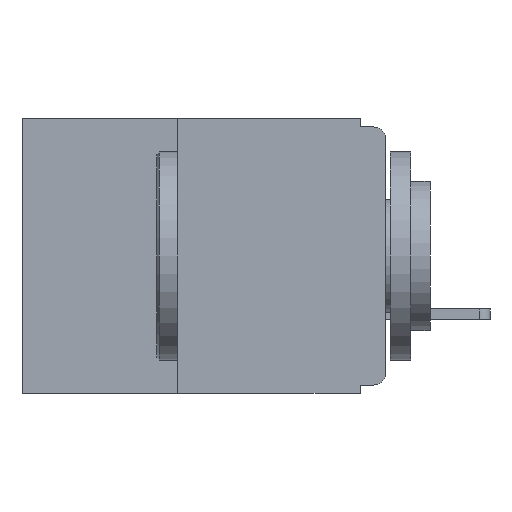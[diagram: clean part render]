
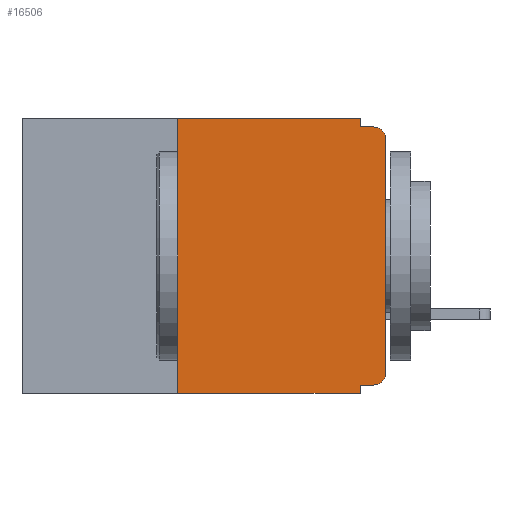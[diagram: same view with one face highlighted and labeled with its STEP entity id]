
A CAD part, left-side view. The second image highlights one B-rep face of the part: STEP entity #16506.
In plain terms, the highlighted planar face has unit normal (-1, 0, 0).
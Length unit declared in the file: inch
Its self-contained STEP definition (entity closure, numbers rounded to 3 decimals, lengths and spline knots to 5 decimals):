
#122 = LINE ( 'NONE', #16874, #459 ) ;
#207 = CARTESIAN_POINT ( 'NONE',  ( 0., 0.031, -0.33 ) ) ;
#459 = VECTOR ( 'NONE', #17107, 39.37008 ) ;
#465 = CARTESIAN_POINT ( 'NONE',  ( 0., 0.031, 0. ) ) ;
#516 = VERTEX_POINT ( 'NONE', #9763 ) ;
#731 = VECTOR ( 'NONE', #16429, 39.37008 ) ;
#829 = LINE ( 'NONE', #12268, #731 ) ;
#1120 = EDGE_CURVE ( 'NONE', #3813, #10867, #10036, .T. ) ;
#1498 = VECTOR ( 'NONE', #11062, 39.37008 ) ;
#1605 = EDGE_CURVE ( 'NONE', #8269, #3813, #4403, .T. ) ;
#1663 = LINE ( 'NONE', #17429, #1498 ) ;
#1810 = EDGE_CURVE ( 'NONE', #516, #8269, #1663, .T. ) ;
#1970 = VERTEX_POINT ( 'NONE', #11581 ) ;
#2882 = DIRECTION ( 'NONE',  ( 0., 0., -1. ) ) ;
#3813 = VERTEX_POINT ( 'NONE', #7284 ) ;
#3945 = EDGE_CURVE ( 'NONE', #10811, #8977, #829, .T. ) ;
#4105 = EDGE_CURVE ( 'NONE', #516, #8913, #122, .T. ) ;
#4175 = VECTOR ( 'NONE', #6938, 39.37008 ) ;
#4403 = LINE ( 'NONE', #6495, #4175 ) ;
#4527 = DIRECTION ( 'NONE',  ( 0., 0., -1. ) ) ;
#4551 = DIRECTION ( 'NONE',  ( 1., 0., 0. ) ) ;
#4583 = PLANE ( 'NONE',  #8963 ) ;
#4691 = CARTESIAN_POINT ( 'NONE',  ( 0., 0.437, 0. ) ) ;
#5291 = EDGE_CURVE ( 'NONE', #14287, #17912, #15884, .T. ) ;
#5404 = EDGE_CURVE ( 'NONE', #8977, #8913, #15177, .T. ) ;
#5463 = EDGE_CURVE ( 'NONE', #10811, #1970, #14868, .T. ) ;
#5551 = CARTESIAN_POINT ( 'NONE',  ( 0., 0.031, -0.33 ) ) ;
#6120 = EDGE_CURVE ( 'NONE', #1970, #14287, #12507, .T. ) ;
#6495 = CARTESIAN_POINT ( 'NONE',  ( 0., 0.437, 0. ) ) ;
#6938 = DIRECTION ( 'NONE',  ( 0., -1., 0. ) ) ;
#7284 = CARTESIAN_POINT ( 'NONE',  ( 0., 0.031, 0. ) ) ;
#7420 = DIRECTION ( 'NONE',  ( 0., 0., -1. ) ) ;
#7466 = DIRECTION ( 'NONE',  ( -1., 0., 0. ) ) ;
#7482 = CARTESIAN_POINT ( 'NONE',  ( 0., 0.015, -0.025 ) ) ;
#7775 = DIRECTION ( 'NONE',  ( 0., 0., -1. ) ) ;
#8110 = FACE_OUTER_BOUND ( 'NONE', #8207, .T. ) ;
#8127 = DIRECTION ( 'NONE',  ( -1., 0., 0. ) ) ;
#8207 = EDGE_LOOP ( 'NONE', ( #10562, #10678, #10777, #10967, #11321, #11414, #11536, #11856, #11989, #12675 ) ) ;
#8269 = VERTEX_POINT ( 'NONE', #11106 ) ;
#8524 = CARTESIAN_POINT ( 'NONE',  ( 0., 0.015, -0.305 ) ) ;
#8670 = CARTESIAN_POINT ( 'NONE',  ( 0., 0., -0.025 ) ) ;
#8913 = VERTEX_POINT ( 'NONE', #5551 ) ;
#8963 = AXIS2_PLACEMENT_3D ( 'NONE', #4691, #4551, #4527 ) ;
#8977 = VERTEX_POINT ( 'NONE', #16062 ) ;
#9545 = VECTOR ( 'NONE', #2882, 39.37008 ) ;
#9763 = CARTESIAN_POINT ( 'NONE',  ( 0., 0.25, -0.33 ) ) ;
#10036 = LINE ( 'NONE', #465, #9545 ) ;
#10273 = AXIS2_PLACEMENT_3D ( 'NONE', #8524, #8127, #7775 ) ;
#10562 = ORIENTED_EDGE ( 'NONE', *, *, #6120, .T. ) ;
#10678 = ORIENTED_EDGE ( 'NONE', *, *, #5291, .T. ) ;
#10777 = ORIENTED_EDGE ( 'NONE', *, *, #15995, .F. ) ;
#10811 = VERTEX_POINT ( 'NONE', #17004 ) ;
#10867 = VERTEX_POINT ( 'NONE', #16609 ) ;
#10967 = ORIENTED_EDGE ( 'NONE', *, *, #1120, .F. ) ;
#11062 = DIRECTION ( 'NONE',  ( 0., 0., 1. ) ) ;
#11106 = CARTESIAN_POINT ( 'NONE',  ( 0., 0.25, 0. ) ) ;
#11229 = CARTESIAN_POINT ( 'NONE',  ( 0., 0.015, -0.01 ) ) ;
#11321 = ORIENTED_EDGE ( 'NONE', *, *, #1605, .F. ) ;
#11414 = ORIENTED_EDGE ( 'NONE', *, *, #1810, .F. ) ;
#11536 = ORIENTED_EDGE ( 'NONE', *, *, #4105, .T. ) ;
#11581 = CARTESIAN_POINT ( 'NONE',  ( 0., 0., -0.305 ) ) ;
#11656 = LINE ( 'NONE', #16342, #11861 ) ;
#11856 = ORIENTED_EDGE ( 'NONE', *, *, #5404, .F. ) ;
#11861 = VECTOR ( 'NONE', #16676, 39.37008 ) ;
#11989 = ORIENTED_EDGE ( 'NONE', *, *, #3945, .F. ) ;
#12268 = CARTESIAN_POINT ( 'NONE',  ( 0., 0., -0.32 ) ) ;
#12492 = VECTOR ( 'NONE', #15537, 39.37008 ) ;
#12507 = LINE ( 'NONE', #14795, #12492 ) ;
#12675 = ORIENTED_EDGE ( 'NONE', *, *, #5463, .T. ) ;
#14287 = VERTEX_POINT ( 'NONE', #8670 ) ;
#14795 = CARTESIAN_POINT ( 'NONE',  ( 0., 0., 0. ) ) ;
#14868 = CIRCLE ( 'NONE', #10273, 0.015 ) ;
#15162 = VECTOR ( 'NONE', #17976, 39.37008 ) ;
#15177 = LINE ( 'NONE', #207, #15162 ) ;
#15537 = DIRECTION ( 'NONE',  ( 0., 0., 1. ) ) ;
#15884 = CIRCLE ( 'NONE', #17807, 0.015 ) ;
#15995 = EDGE_CURVE ( 'NONE', #10867, #17912, #11656, .T. ) ;
#16062 = CARTESIAN_POINT ( 'NONE',  ( 0., 0.031, -0.32 ) ) ;
#16342 = CARTESIAN_POINT ( 'NONE',  ( 0., 0., -0.01 ) ) ;
#16429 = DIRECTION ( 'NONE',  ( 0., 1., 0. ) ) ;
#16506 = ADVANCED_FACE ( 'NONE', ( #8110 ), #4583, .F. ) ;
#16609 = CARTESIAN_POINT ( 'NONE',  ( 0., 0.031, -0.01 ) ) ;
#16676 = DIRECTION ( 'NONE',  ( 0., -1., 0. ) ) ;
#16874 = CARTESIAN_POINT ( 'NONE',  ( 0., 0.437, -0.33 ) ) ;
#17004 = CARTESIAN_POINT ( 'NONE',  ( 0., 0.015, -0.32 ) ) ;
#17107 = DIRECTION ( 'NONE',  ( 0., -1., 0. ) ) ;
#17429 = CARTESIAN_POINT ( 'NONE',  ( 0., 0.25, -0.33 ) ) ;
#17807 = AXIS2_PLACEMENT_3D ( 'NONE', #7482, #7466, #7420 ) ;
#17912 = VERTEX_POINT ( 'NONE', #11229 ) ;
#17976 = DIRECTION ( 'NONE',  ( 0., 0., -1. ) ) ;
